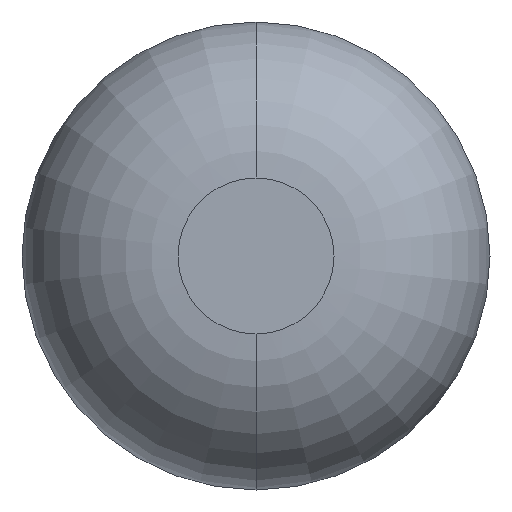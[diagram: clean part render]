
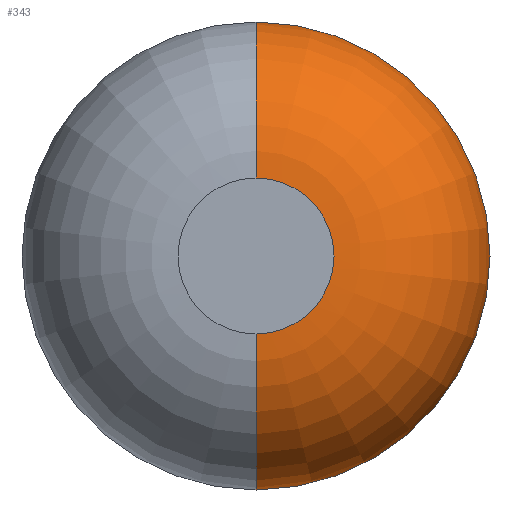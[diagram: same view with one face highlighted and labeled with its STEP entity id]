
A CAD part, front view. The second image highlights one B-rep face of the part: STEP entity #343.
In plain terms, the highlighted toroidal (fillet/blend) face has major radius 3.175 mm and minor radius 6.35 mm.
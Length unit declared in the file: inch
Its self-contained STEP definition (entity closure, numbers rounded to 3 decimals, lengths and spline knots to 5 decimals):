
#3 = CARTESIAN_POINT ( 'NONE',  ( 0., 0.25, 0.125 ) ) ;
#6 = CIRCLE ( 'NONE', #272, 0.375 ) ;
#15 = TOROIDAL_SURFACE ( 'NONE', #237, 0.125, 0.25 ) ;
#29 = ORIENTED_EDGE ( 'NONE', *, *, #332, .T. ) ;
#32 = ORIENTED_EDGE ( 'NONE', *, *, #195, .F. ) ;
#53 = AXIS2_PLACEMENT_3D ( 'NONE', #3, #339, #69 ) ;
#69 = DIRECTION ( 'NONE',  ( 0., 0., -1. ) ) ;
#95 = CARTESIAN_POINT ( 'NONE',  ( 0., 0.25, 0. ) ) ;
#104 = CARTESIAN_POINT ( 'NONE',  ( 0., 0., 0. ) ) ;
#113 = DIRECTION ( 'NONE',  ( 0., 0., -1. ) ) ;
#121 = EDGE_LOOP ( 'NONE', ( #29, #128, #148, #32 ) ) ;
#128 = ORIENTED_EDGE ( 'NONE', *, *, #309, .T. ) ;
#132 = DIRECTION ( 'NONE',  ( 0., 0., -1. ) ) ;
#133 = VERTEX_POINT ( 'NONE', #256 ) ;
#143 = EDGE_CURVE ( 'NONE', #133, #155, #362, .T. ) ;
#148 = ORIENTED_EDGE ( 'NONE', *, *, #143, .F. ) ;
#149 = DIRECTION ( 'NONE',  ( 0., -1., 0. ) ) ;
#151 = DIRECTION ( 'NONE',  ( 0., -1., 0. ) ) ;
#155 = VERTEX_POINT ( 'NONE', #277 ) ;
#184 = AXIS2_PLACEMENT_3D ( 'NONE', #104, #149, #113 ) ;
#190 = VERTEX_POINT ( 'NONE', #239 ) ;
#195 = EDGE_CURVE ( 'NONE', #205, #133, #340, .T. ) ;
#205 = VERTEX_POINT ( 'NONE', #209 ) ;
#209 = CARTESIAN_POINT ( 'NONE',  ( 0., 0.25, -0.375 ) ) ;
#210 = CARTESIAN_POINT ( 'NONE',  ( 0., 0.25, -0.125 ) ) ;
#213 = DIRECTION ( 'NONE',  ( 0., 0., -1. ) ) ;
#235 = DIRECTION ( 'NONE',  ( 0., 0., 1. ) ) ;
#237 = AXIS2_PLACEMENT_3D ( 'NONE', #365, #151, #213 ) ;
#239 = CARTESIAN_POINT ( 'NONE',  ( 0., 0.25, 0.375 ) ) ;
#251 = FACE_OUTER_BOUND ( 'NONE', #121, .T. ) ;
#256 = CARTESIAN_POINT ( 'NONE',  ( 0., 0., -0.125 ) ) ;
#272 = AXIS2_PLACEMENT_3D ( 'NONE', #95, #281, #132 ) ;
#277 = CARTESIAN_POINT ( 'NONE',  ( 0., 0., 0.125 ) ) ;
#281 = DIRECTION ( 'NONE',  ( 0., -1., 0. ) ) ;
#298 = CIRCLE ( 'NONE', #53, 0.25 ) ;
#309 = EDGE_CURVE ( 'NONE', #190, #155, #298, .T. ) ;
#332 = EDGE_CURVE ( 'NONE', #205, #190, #6, .T. ) ;
#339 = DIRECTION ( 'NONE',  ( 1., 0., 0. ) ) ;
#340 = CIRCLE ( 'NONE', #376, 0.25 ) ;
#343 = ADVANCED_FACE ( 'NONE', ( #251 ), #15, .T. ) ;
#362 = CIRCLE ( 'NONE', #184, 0.125 ) ;
#365 = CARTESIAN_POINT ( 'NONE',  ( 0., 0.25, 0. ) ) ;
#376 = AXIS2_PLACEMENT_3D ( 'NONE', #210, #395, #235 ) ;
#395 = DIRECTION ( 'NONE',  ( -1., 0., 0. ) ) ;
